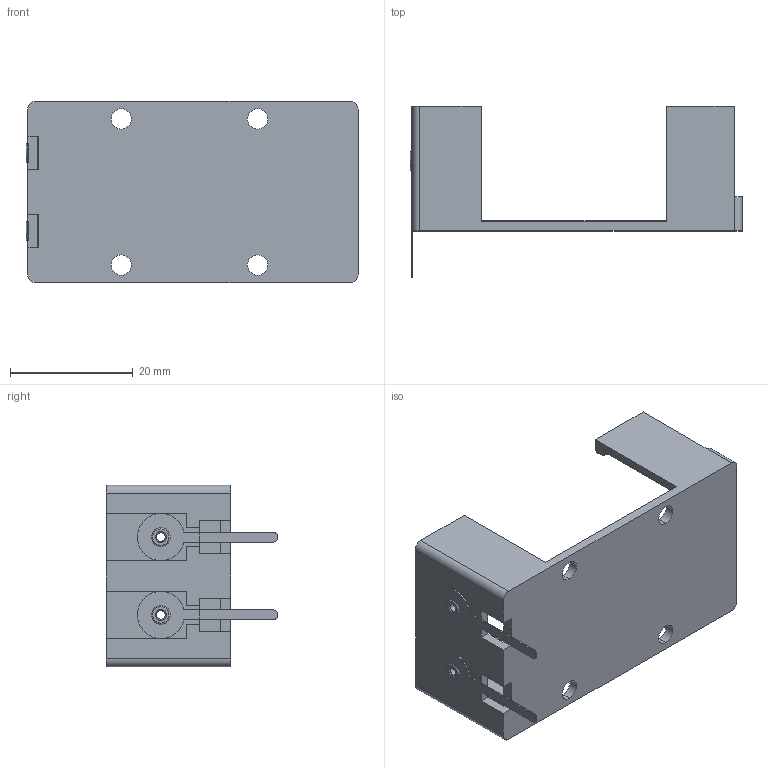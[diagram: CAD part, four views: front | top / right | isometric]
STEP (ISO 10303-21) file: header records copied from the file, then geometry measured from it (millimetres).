
FILE_DESCRIPTION (( 'STEP AP214' ), '1' );
FILE_NAME ('1294.STEP', '2020-01-15T21:05:40', ( '' ), ( '' ), 'SwSTEP 2.0', 'SolidWorks 2017', '' );
FILE_SCHEMA (( 'AUTOMOTIVE_DESIGN' ));
Length unit declared in the file: inch
Products named in the file (1): 1294
Bounding box: 54.15 x 27.94 x 29.57 mm (x, y, z)
Volume: 4594.3 mm3; surface area: 7272.3 mm2
Topology: 3 solids, 3 shells, 256 faces, 664 edges, 424 vertices
Faces by surface type: plane 150, cylinder 81, torus 25
Entity records: 7893 total; most frequent: DIRECTION 1389, CARTESIAN_POINT 1345, ORIENTED_EDGE 1328, EDGE_CURVE 664, AXIS2_PLACEMENT_3D 468, VECTOR 453, LINE 453, VERTEX_POINT 424
